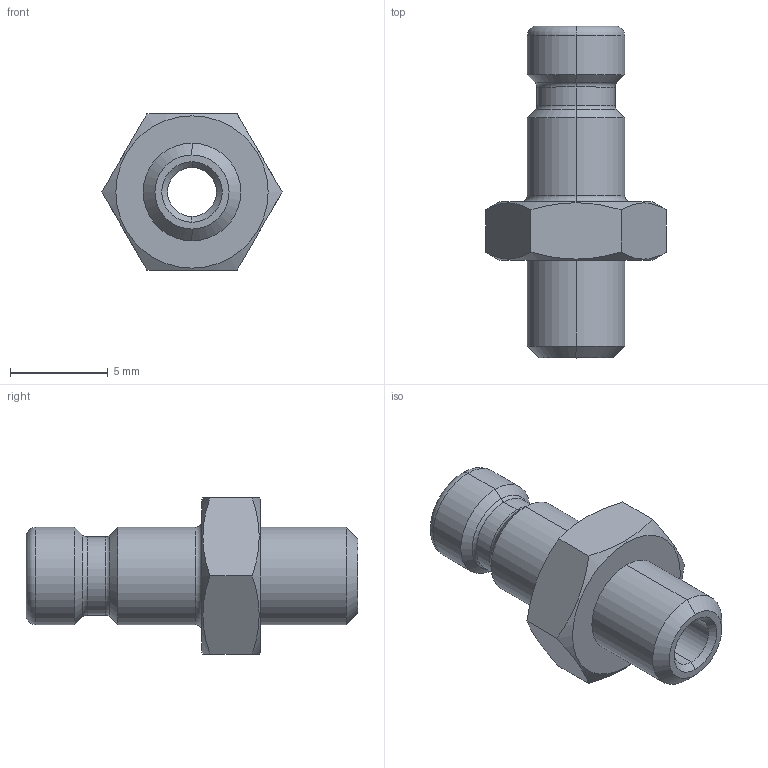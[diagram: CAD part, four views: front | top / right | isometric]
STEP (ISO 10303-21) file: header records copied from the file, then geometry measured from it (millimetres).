
FILE_DESCRIPTION (( 'STEP AP203' ), '1' );
FILE_NAME ('07201000.STEP', '2011-07-19T12:23:04', ( 'SP' ), ( 'sopra-pneumatic' ), 'SwSTEP 2.0', 'SolidWorks 2011', '' );
FILE_SCHEMA (( 'CONFIG_CONTROL_DESIGN' ));
Length unit declared in the file: millimetre
Products named in the file (1): 07201000
Bounding box: 9.24 x 17 x 8 mm (x, y, z)
Volume: 340.3 mm3; surface area: 517.5 mm2
Topology: 1 solids, 1 shells, 40 faces, 88 edges, 52 vertices
Faces by surface type: cone 12, cylinder 10, plane 10, torus 8
Entity records: 1241 total; most frequent: CARTESIAN_POINT 277, DIRECTION 198, ORIENTED_EDGE 176, EDGE_CURVE 88, AXIS2_PLACEMENT_3D 85, VERTEX_POINT 52, EDGE_LOOP 44, CIRCLE 44
